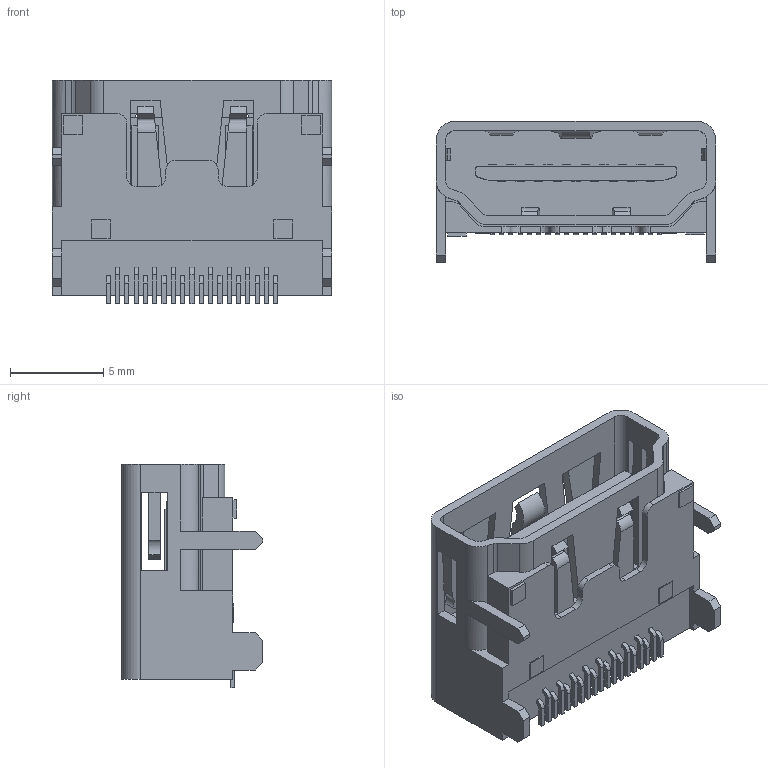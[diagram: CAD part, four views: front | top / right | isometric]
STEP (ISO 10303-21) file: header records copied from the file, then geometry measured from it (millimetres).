
FILE_DESCRIPTION((''),'2;1');
FILE_NAME('C-1747981-2','2012-02-09T',('workeradm'),('Tyco Electronics Ltd.'),'PRO/ENGINEER BY PARAMETRIC TECHNOLOGY CORPORATION, 2010430','PRO/ENGINEER BY PARAMETRIC TECHNOLOGY CORPORATION, 2010430','');
FILE_SCHEMA(('AUTOMOTIVE_DESIGN { 1 0 10303 214 1 1 1 1 }'));
Length unit declared in the file: millimetre
Products named in the file (1): C-1747981-2
Bounding box: 15 x 7.58 x 12 mm (x, y, z)
Volume: 598.6 mm3; surface area: 1175.6 mm2
Topology: 1 solids, 1 shells, 502 faces, 1405 edges, 928 vertices
Faces by surface type: plane 386, cylinder 116
Entity records: 16365 total; most frequent: CARTESIAN_POINT 2976, ORIENTED_EDGE 2810, DIRECTION 2589, EDGE_CURVE 1405, VECTOR 1169, LINE 1169, VERTEX_POINT 928, AXIS2_PLACEMENT_3D 710
